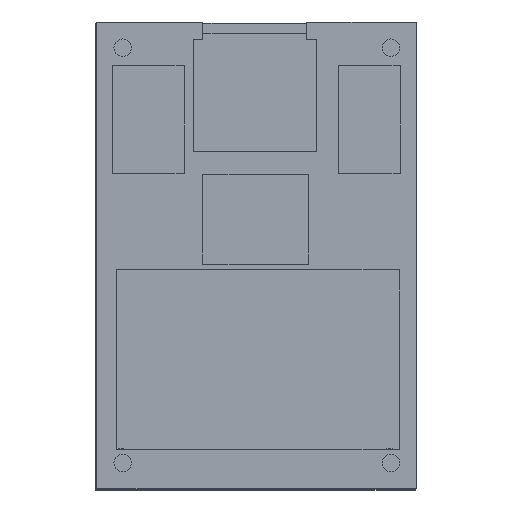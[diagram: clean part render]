
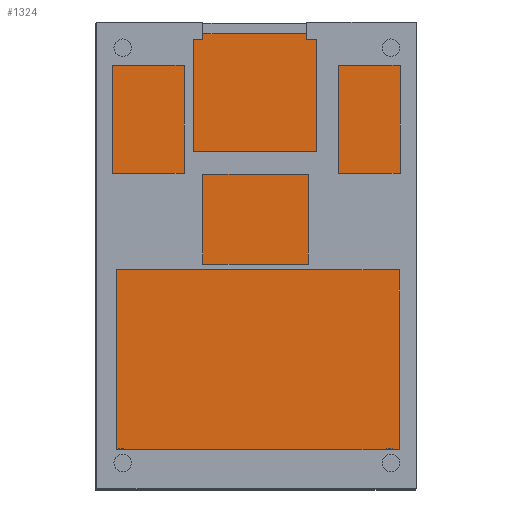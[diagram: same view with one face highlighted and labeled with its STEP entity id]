
A CAD part, top view. The second image highlights one B-rep face of the part: STEP entity #1324.
In plain terms, the highlighted planar face has unit normal (0, 0, 1).
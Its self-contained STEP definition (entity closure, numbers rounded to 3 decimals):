
#44=CIRCLE('',#1423,3.);
#47=CIRCLE('',#1431,3.);
#48=CIRCLE('',#1432,3.);
#49=CIRCLE('',#1433,3.);
#88=FACE_OUTER_BOUND('',#163,.T.);
#163=EDGE_LOOP('',(#912,#913,#914,#915,#916,#917,#918,#919));
#263=LINE('',#1941,#428);
#270=LINE('',#1954,#435);
#271=LINE('',#1958,#436);
#272=LINE('',#1962,#437);
#428=VECTOR('',#1565,10.);
#435=VECTOR('',#1576,10.);
#436=VECTOR('',#1579,10.);
#437=VECTOR('',#1582,10.);
#587=VERTEX_POINT('',#1926);
#590=VERTEX_POINT('',#1931);
#591=VERTEX_POINT('',#1940);
#595=VERTEX_POINT('',#1953);
#596=VERTEX_POINT('',#1955);
#597=VERTEX_POINT('',#1957);
#598=VERTEX_POINT('',#1959);
#599=VERTEX_POINT('',#1961);
#703=EDGE_CURVE('',#587,#590,#44,.T.);
#707=EDGE_CURVE('',#591,#587,#263,.T.);
#714=EDGE_CURVE('',#590,#595,#270,.T.);
#715=EDGE_CURVE('',#595,#596,#47,.T.);
#716=EDGE_CURVE('',#596,#597,#271,.T.);
#717=EDGE_CURVE('',#597,#598,#48,.T.);
#718=EDGE_CURVE('',#598,#599,#272,.T.);
#719=EDGE_CURVE('',#599,#591,#49,.T.);
#912=ORIENTED_EDGE('',*,*,#703,.T.);
#913=ORIENTED_EDGE('',*,*,#714,.T.);
#914=ORIENTED_EDGE('',*,*,#715,.T.);
#915=ORIENTED_EDGE('',*,*,#716,.T.);
#916=ORIENTED_EDGE('',*,*,#717,.T.);
#917=ORIENTED_EDGE('',*,*,#718,.T.);
#918=ORIENTED_EDGE('',*,*,#719,.T.);
#919=ORIENTED_EDGE('',*,*,#707,.T.);
#1259=PLANE('',#1430);
#1324=ADVANCED_FACE('',(#88),#1259,.T.);
#1423=AXIS2_PLACEMENT_3D('',#1933,#1552,#1553);
#1430=AXIS2_PLACEMENT_3D('',#1952,#1574,#1575);
#1431=AXIS2_PLACEMENT_3D('',#1956,#1577,#1578);
#1432=AXIS2_PLACEMENT_3D('',#1960,#1580,#1581);
#1433=AXIS2_PLACEMENT_3D('',#1963,#1583,#1584);
#1552=DIRECTION('center_axis',(0.,0.,-1.));
#1553=DIRECTION('ref_axis',(1.,0.,0.));
#1565=DIRECTION('',(0.,-1.,0.));
#1574=DIRECTION('center_axis',(0.,0.,1.));
#1575=DIRECTION('ref_axis',(1.,0.,0.));
#1576=DIRECTION('',(1.,0.,0.));
#1577=DIRECTION('center_axis',(0.,0.,-1.));
#1578=DIRECTION('ref_axis',(1.,0.,0.));
#1579=DIRECTION('',(0.,1.,0.));
#1580=DIRECTION('center_axis',(0.,0.,-1.));
#1581=DIRECTION('ref_axis',(1.,0.,0.));
#1582=DIRECTION('',(-1.,0.,0.));
#1583=DIRECTION('center_axis',(0.,0.,-1.));
#1584=DIRECTION('ref_axis',(1.,0.,0.));
#1926=CARTESIAN_POINT('',(-29.075,-40.363,3.));
#1931=CARTESIAN_POINT('',(-26.075,-43.363,3.));
#1933=CARTESIAN_POINT('Origin',(-26.075,-40.363,3.));
#1940=CARTESIAN_POINT('',(-29.075,40.363,3.));
#1941=CARTESIAN_POINT('',(-29.075,-21.681,3.));
#1952=CARTESIAN_POINT('Origin',(0.,0.,3.));
#1953=CARTESIAN_POINT('',(26.075,-43.363,3.));
#1954=CARTESIAN_POINT('',(14.538,-43.363,3.));
#1955=CARTESIAN_POINT('',(29.075,-40.363,3.));
#1956=CARTESIAN_POINT('Origin',(26.075,-40.363,3.));
#1957=CARTESIAN_POINT('',(29.075,40.363,3.));
#1958=CARTESIAN_POINT('',(29.075,21.681,3.));
#1959=CARTESIAN_POINT('',(26.075,43.363,3.));
#1960=CARTESIAN_POINT('Origin',(26.075,40.363,3.));
#1961=CARTESIAN_POINT('',(-26.075,43.363,3.));
#1962=CARTESIAN_POINT('',(-14.538,43.363,3.));
#1963=CARTESIAN_POINT('Origin',(-26.075,40.363,3.));
